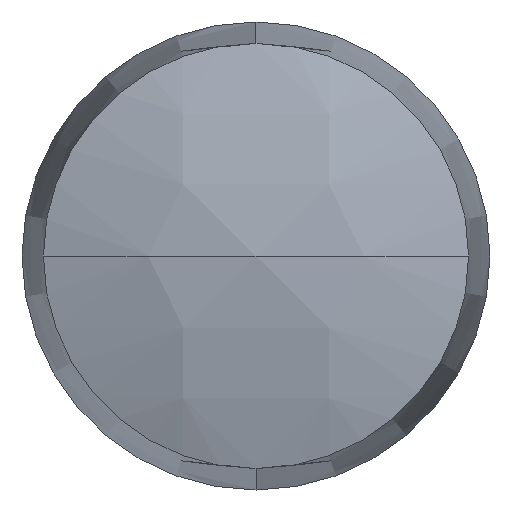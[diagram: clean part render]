
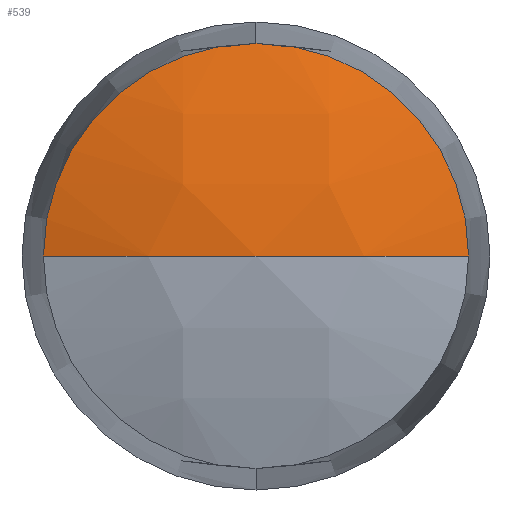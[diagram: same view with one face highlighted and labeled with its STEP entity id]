
A CAD part, left-side view. The second image highlights one B-rep face of the part: STEP entity #539.
In plain terms, the highlighted free-form (B-spline) face has degree [3, 3] with [4, 4] control points.
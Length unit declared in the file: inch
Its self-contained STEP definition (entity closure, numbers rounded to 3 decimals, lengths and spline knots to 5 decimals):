
#1 = CIRCLE ( 'NONE', #240, 0.02485 ) ;
#34 = DIRECTION ( 'NONE',  ( 0., 0., 1. ) ) ;
#138 = CARTESIAN_POINT ( 'NONE',  ( -0.47566, -0.02514, 0.00804 ) ) ;
#159 =( BOUNDED_SURFACE ( )  B_SPLINE_SURFACE ( 3, 3, ( 
 ( #758, #301, #297, #332 ),
 ( #337, #666, #340, #1028 ),
 ( #348, #352, #686, #355 ),
 ( #358, #138, #499, #854 ) ),
 .UNSPECIFIED., .F., .F., .F. ) 
 B_SPLINE_SURFACE_WITH_KNOTS ( ( 4, 4 ),
 ( 4, 4 ),
 ( 0., 1. ),
 ( 0., 1. ),
 .UNSPECIFIED. ) 
 GEOMETRIC_REPRESENTATION_ITEM ( )  RATIONAL_B_SPLINE_SURFACE ( (
 ( 1., 0.99, 0.99, 1.),
 ( 0.961, 0.952, 0.952, 0.961),
 ( 0.961, 0.952, 0.952, 0.961),
 ( 1., 0.99, 0.99, 1.) ) ) 
 REPRESENTATION_ITEM ( '' )  SURFACE ( )  );
#187 = CIRCLE ( 'NONE', #610, 0.02485 ) ;
#240 = AXIS2_PLACEMENT_3D ( 'NONE', #738, #261, #826 ) ;
#257 = FACE_OUTER_BOUND ( 'NONE', #522, .T. ) ;
#261 = DIRECTION ( 'NONE',  ( 1., 0., 0. ) ) ;
#297 = CARTESIAN_POINT ( 'NONE',  ( -0.4743, 0.02514, 0.01597 ) ) ;
#301 = CARTESIAN_POINT ( 'NONE',  ( -0.47566, 0.02514, 0.00804 ) ) ;
#329 = DIRECTION ( 'NONE',  ( 1., 0., 0. ) ) ;
#332 = CARTESIAN_POINT ( 'NONE',  ( -0.47162, 0.02514, 0.02355 ) ) ;
#337 = CARTESIAN_POINT ( 'NONE',  ( -0.4815, 0.00871, 0. ) ) ;
#340 = CARTESIAN_POINT ( 'NONE',  ( -0.48003, 0.00871, 0.01729 ) ) ;
#348 = CARTESIAN_POINT ( 'NONE',  ( -0.4815, -0.00871, 0. ) ) ;
#352 = CARTESIAN_POINT ( 'NONE',  ( -0.4815, -0.00871, 0.00871 ) ) ;
#355 = CARTESIAN_POINT ( 'NONE',  ( -0.47713, -0.00871, 0.02549 ) ) ;
#358 = CARTESIAN_POINT ( 'NONE',  ( -0.47566, -0.02514, 0. ) ) ;
#385 = CARTESIAN_POINT ( 'NONE',  ( -0.47576, 0.02485, 0. ) ) ;
#411 = AXIS2_PLACEMENT_3D ( 'NONE', #476, #34, #553 ) ;
#430 = CARTESIAN_POINT ( 'NONE',  ( -0.47576, -0.02485, 0. ) ) ;
#476 = CARTESIAN_POINT ( 'NONE',  ( -0.405, 0., 0. ) ) ;
#499 = CARTESIAN_POINT ( 'NONE',  ( -0.4743, -0.02514, 0.01597 ) ) ;
#522 = EDGE_LOOP ( 'NONE', ( #1034, #658, #661 ) ) ;
#539 = ADVANCED_FACE ( 'NONE', ( #257 ), #159, .T. ) ;
#553 = DIRECTION ( 'NONE',  ( 0., 1., 0. ) ) ;
#610 = AXIS2_PLACEMENT_3D ( 'NONE', #818, #329, #917 ) ;
#642 = VERTEX_POINT ( 'NONE', #430 ) ;
#658 = ORIENTED_EDGE ( 'NONE', *, *, #925, .T. ) ;
#661 = ORIENTED_EDGE ( 'NONE', *, *, #929, .F. ) ;
#666 = CARTESIAN_POINT ( 'NONE',  ( -0.4815, 0.00871, 0.00871 ) ) ;
#672 = CARTESIAN_POINT ( 'NONE',  ( -0.47576, 0., 0.02485 ) ) ;
#686 = CARTESIAN_POINT ( 'NONE',  ( -0.48003, -0.00871, 0.01729 ) ) ;
#738 = CARTESIAN_POINT ( 'NONE',  ( -0.47576, 0., 0. ) ) ;
#758 = CARTESIAN_POINT ( 'NONE',  ( -0.47566, 0.02514, 0. ) ) ;
#771 = VERTEX_POINT ( 'NONE', #385 ) ;
#785 = CIRCLE ( 'NONE', #411, 0.075 ) ;
#818 = CARTESIAN_POINT ( 'NONE',  ( -0.47576, 0., 0. ) ) ;
#826 = DIRECTION ( 'NONE',  ( 0., 0., -1. ) ) ;
#854 = CARTESIAN_POINT ( 'NONE',  ( -0.47162, -0.02514, 0.02355 ) ) ;
#892 = VERTEX_POINT ( 'NONE', #672 ) ;
#917 = DIRECTION ( 'NONE',  ( 0., 0., -1. ) ) ;
#921 = EDGE_CURVE ( 'NONE', #771, #892, #187, .T. ) ;
#925 = EDGE_CURVE ( 'NONE', #771, #642, #785, .T. ) ;
#929 = EDGE_CURVE ( 'NONE', #892, #642, #1, .T. ) ;
#1028 = CARTESIAN_POINT ( 'NONE',  ( -0.47713, 0.00871, 0.02549 ) ) ;
#1034 = ORIENTED_EDGE ( 'NONE', *, *, #921, .F. ) ;
